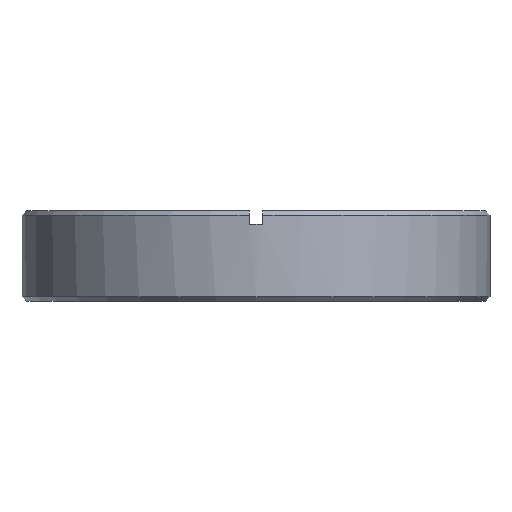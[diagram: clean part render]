
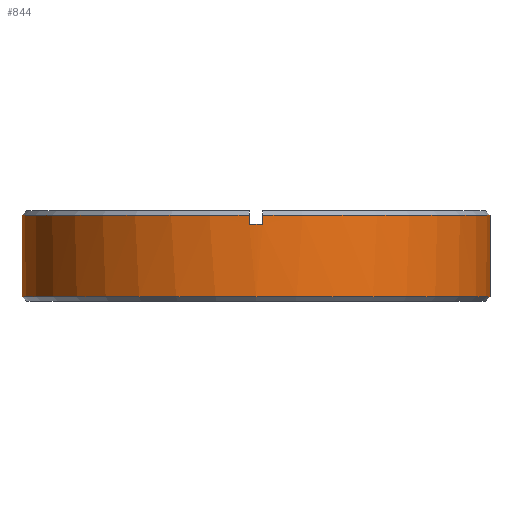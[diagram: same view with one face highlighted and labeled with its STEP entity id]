
A CAD part, left-side view. The second image highlights one B-rep face of the part: STEP entity #844.
In plain terms, the highlighted cylindrical face has radius 13.145 mm (diameter 26.289 mm), a partial arc.
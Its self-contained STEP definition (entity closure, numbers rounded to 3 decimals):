
#25 = VECTOR ( 'NONE', #645, 1000. ) ;
#40 = VECTOR ( 'NONE', #618, 1000. ) ;
#43 = EDGE_LOOP ( 'NONE', ( #471, #918, #978, #468, #1071, #833, #659, #838 ) ) ;
#63 = VECTOR ( 'NONE', #106, 1000. ) ;
#82 = VERTEX_POINT ( 'NONE', #503 ) ;
#97 = LINE ( 'NONE', #934, #389 ) ;
#103 = VERTEX_POINT ( 'NONE', #364 ) ;
#106 = DIRECTION ( 'NONE',  ( 0., 0., 1. ) ) ;
#124 = VERTEX_POINT ( 'NONE', #308 ) ;
#146 = CIRCLE ( 'NONE', #186, 13.144 ) ;
#186 = AXIS2_PLACEMENT_3D ( 'NONE', #317, #315, #312 ) ;
#215 = AXIS2_PLACEMENT_3D ( 'NONE', #395, #701, #391 ) ;
#239 = CYLINDRICAL_SURFACE ( 'NONE', #255, 13.144 ) ;
#245 = LINE ( 'NONE', #536, #40 ) ;
#255 = AXIS2_PLACEMENT_3D ( 'NONE', #561, #771, #980 ) ;
#293 = VERTEX_POINT ( 'NONE', #609 ) ;
#299 = CIRCLE ( 'NONE', #215, 13.144 ) ;
#308 = CARTESIAN_POINT ( 'NONE',  ( -13.139, -0.381, -0.762 ) ) ;
#311 = AXIS2_PLACEMENT_3D ( 'NONE', #808, #728, #444 ) ;
#312 = DIRECTION ( 'NONE',  ( 0., -1., 0. ) ) ;
#315 = DIRECTION ( 'NONE',  ( 0., 0., -1. ) ) ;
#317 = CARTESIAN_POINT ( 'NONE',  ( 0., 0., -0.254 ) ) ;
#355 = VERTEX_POINT ( 'NONE', #1082 ) ;
#364 = CARTESIAN_POINT ( 'NONE',  ( 0., 13.144, -4.826 ) ) ;
#369 = AXIS2_PLACEMENT_3D ( 'NONE', #738, #570, #562 ) ;
#389 = VECTOR ( 'NONE', #928, 1000. ) ;
#391 = DIRECTION ( 'NONE',  ( 0., -1., 0. ) ) ;
#395 = CARTESIAN_POINT ( 'NONE',  ( 0., 0., -4.826 ) ) ;
#444 = DIRECTION ( 'NONE',  ( 0., -1., 0. ) ) ;
#468 = ORIENTED_EDGE ( 'NONE', *, *, #650, .F. ) ;
#471 = ORIENTED_EDGE ( 'NONE', *, *, #936, .T. ) ;
#503 = CARTESIAN_POINT ( 'NONE',  ( -13.139, 0.381, -0.762 ) ) ;
#532 = LINE ( 'NONE', #703, #25 ) ;
#536 = CARTESIAN_POINT ( 'NONE',  ( 0., -13.144, -5.08 ) ) ;
#557 = CARTESIAN_POINT ( 'NONE',  ( 0., -13.144, -0.254 ) ) ;
#561 = CARTESIAN_POINT ( 'NONE',  ( 0., 0., -5.08 ) ) ;
#562 = DIRECTION ( 'NONE',  ( 0., -1., 0. ) ) ;
#570 = DIRECTION ( 'NONE',  ( 0., 0., -1. ) ) ;
#609 = CARTESIAN_POINT ( 'NONE',  ( -13.139, 0.381, -0.254 ) ) ;
#618 = DIRECTION ( 'NONE',  ( 0., 0., 1. ) ) ;
#645 = DIRECTION ( 'NONE',  ( 0., 0., 1. ) ) ;
#650 = EDGE_CURVE ( 'NONE', #124, #721, #97, .T. ) ;
#659 = ORIENTED_EDGE ( 'NONE', *, *, #987, .T. ) ;
#663 = FACE_OUTER_BOUND ( 'NONE', #43, .T. ) ;
#688 = EDGE_CURVE ( 'NONE', #124, #82, #860, .T. ) ;
#689 = VERTEX_POINT ( 'NONE', #1061 ) ;
#701 = DIRECTION ( 'NONE',  ( 0., 0., 1. ) ) ;
#703 = CARTESIAN_POINT ( 'NONE',  ( -13.139, 0.381, -0.762 ) ) ;
#721 = VERTEX_POINT ( 'NONE', #744 ) ;
#728 = DIRECTION ( 'NONE',  ( 0., 0., -1. ) ) ;
#738 = CARTESIAN_POINT ( 'NONE',  ( 0., 0., -0.762 ) ) ;
#744 = CARTESIAN_POINT ( 'NONE',  ( -13.139, -0.381, -0.254 ) ) ;
#759 = EDGE_CURVE ( 'NONE', #355, #893, #245, .T. ) ;
#770 = EDGE_CURVE ( 'NONE', #82, #293, #532, .T. ) ;
#771 = DIRECTION ( 'NONE',  ( 0., 0., 1. ) ) ;
#778 = EDGE_CURVE ( 'NONE', #893, #721, #1018, .T. ) ;
#808 = CARTESIAN_POINT ( 'NONE',  ( 0., 0., -0.254 ) ) ;
#833 = ORIENTED_EDGE ( 'NONE', *, *, #770, .T. ) ;
#838 = ORIENTED_EDGE ( 'NONE', *, *, #914, .F. ) ;
#844 = ADVANCED_FACE ( 'NONE', ( #663 ), #239, .T. ) ;
#860 = CIRCLE ( 'NONE', #369, 13.144 ) ;
#893 = VERTEX_POINT ( 'NONE', #557 ) ;
#914 = EDGE_CURVE ( 'NONE', #103, #689, #1074, .T. ) ;
#918 = ORIENTED_EDGE ( 'NONE', *, *, #759, .T. ) ;
#925 = CARTESIAN_POINT ( 'NONE',  ( 0., 13.144, -5.08 ) ) ;
#928 = DIRECTION ( 'NONE',  ( 0., 0., 1. ) ) ;
#934 = CARTESIAN_POINT ( 'NONE',  ( -13.139, -0.381, -0.762 ) ) ;
#936 = EDGE_CURVE ( 'NONE', #103, #355, #299, .T. ) ;
#978 = ORIENTED_EDGE ( 'NONE', *, *, #778, .T. ) ;
#980 = DIRECTION ( 'NONE',  ( 0., 1., 0. ) ) ;
#987 = EDGE_CURVE ( 'NONE', #293, #689, #146, .T. ) ;
#1018 = CIRCLE ( 'NONE', #311, 13.144 ) ;
#1061 = CARTESIAN_POINT ( 'NONE',  ( 0., 13.144, -0.254 ) ) ;
#1071 = ORIENTED_EDGE ( 'NONE', *, *, #688, .T. ) ;
#1074 = LINE ( 'NONE', #925, #63 ) ;
#1082 = CARTESIAN_POINT ( 'NONE',  ( 0., -13.144, -4.826 ) ) ;
